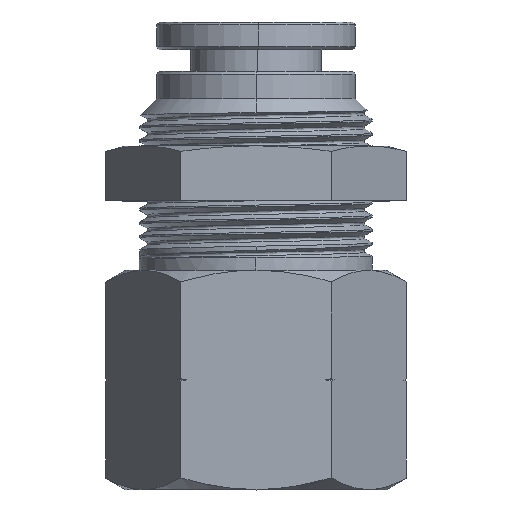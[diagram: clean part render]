
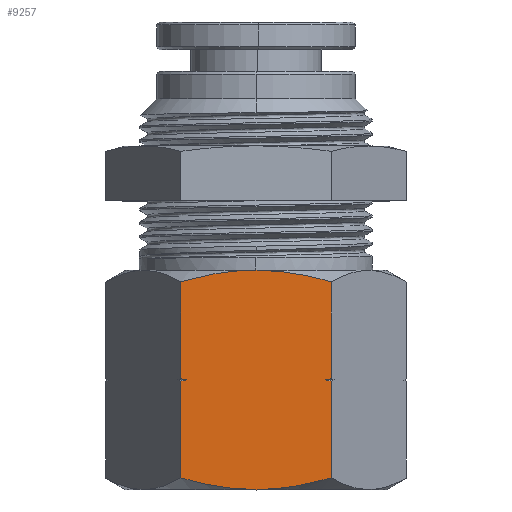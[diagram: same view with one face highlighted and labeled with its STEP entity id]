
A CAD part, top view. The second image highlights one B-rep face of the part: STEP entity #9257.
In plain terms, the highlighted planar face has unit normal (0, 0, 1).
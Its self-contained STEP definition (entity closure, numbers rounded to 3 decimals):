
#289 = DIRECTION ( 'NONE',  ( 0., 0., -1. ) ) ;
#322 = B_SPLINE_CURVE_WITH_KNOTS ( 'NONE', 3,
 ( #1007, #32117, #1116, #19235 ),
 .UNSPECIFIED., .F., .F.,
 ( 4, 4 ),
 ( 0.018, 0.018 ),
 .UNSPECIFIED. ) ;
#405 = ORIENTED_EDGE ( 'NONE', *, *, #21042, .F. ) ;
#985 = CARTESIAN_POINT ( 'NONE',  ( 2.327, -18.944, 9.5 ) ) ;
#1007 = CARTESIAN_POINT ( 'NONE',  ( -5.073, -11.1, 9.5 ) ) ;
#1116 = CARTESIAN_POINT ( 'NONE',  ( -5.348, -11.034, 9.5 ) ) ;
#1199 = CARTESIAN_POINT ( 'NONE',  ( 5.348, -11.034, 9.5 ) ) ;
#1333 = EDGE_CURVE ( 'NONE', #21952, #26648, #5839, .T. ) ;
#1430 = ORIENTED_EDGE ( 'NONE', *, *, #18655, .F. ) ;
#1623 = CARTESIAN_POINT ( 'NONE',  ( 0.464, -3.1, 9.5 ) ) ;
#2063 = CARTESIAN_POINT ( 'NONE',  ( -5.485, -11., 9.5 ) ) ;
#2530 = CARTESIAN_POINT ( 'NONE',  ( 5.485, -3.949, 9.5 ) ) ;
#2714 = ORIENTED_EDGE ( 'NONE', *, *, #7297, .F. ) ;
#3388 = VECTOR ( 'NONE', #10762, 1000. ) ;
#3470 = CARTESIAN_POINT ( 'NONE',  ( -3.679, -3.475, 9.5 ) ) ;
#3558 = CARTESIAN_POINT ( 'NONE',  ( 0.932, -19.08, 9.5 ) ) ;
#3765 = ORIENTED_EDGE ( 'NONE', *, *, #1333, .T. ) ;
#4432 = CARTESIAN_POINT ( 'NONE',  ( 0.932, -3.12, 9.5 ) ) ;
#4448 = LINE ( 'NONE', #19783, #24377 ) ;
#5330 = ORIENTED_EDGE ( 'NONE', *, *, #30728, .T. ) ;
#5656 = CARTESIAN_POINT ( 'NONE',  ( 5.485, -11., 9.5 ) ) ;
#5755 = CARTESIAN_POINT ( 'NONE',  ( -5.485, -18.251, 9.5 ) ) ;
#5839 = LINE ( 'NONE', #13557, #12714 ) ;
#6028 = CARTESIAN_POINT ( 'NONE',  ( 5.485, -18.251, 9.5 ) ) ;
#6138 = CARTESIAN_POINT ( 'NONE',  ( 0., -19.1, 9.5 ) ) ;
#6351 = CARTESIAN_POINT ( 'NONE',  ( 5.211, -11.068, 9.5 ) ) ;
#6356 = VECTOR ( 'NONE', #22897, 1000. ) ;
#6810 = DIRECTION ( 'NONE',  ( 0., -1., 0. ) ) ;
#6930 = VERTEX_POINT ( 'NONE', #13388 ) ;
#7012 = CARTESIAN_POINT ( 'NONE',  ( 2.327, -3.256, 9.5 ) ) ;
#7297 = EDGE_CURVE ( 'NONE', #26066, #16801, #4448, .T. ) ;
#7677 = ORIENTED_EDGE ( 'NONE', *, *, #28821, .F. ) ;
#7734 = CARTESIAN_POINT ( 'NONE',  ( 5.485, -11.2, 9.5 ) ) ;
#8179 = CARTESIAN_POINT ( 'NONE',  ( -5.485, -3.1, 9.5 ) ) ;
#8545 = CARTESIAN_POINT ( 'NONE',  ( 5.485, -18.251, 9.5 ) ) ;
#8630 = CARTESIAN_POINT ( 'NONE',  ( 4.598, -18.508, 9.5 ) ) ;
#8641 = CARTESIAN_POINT ( 'NONE',  ( -5.485, -3.949, 9.5 ) ) ;
#8652 = B_SPLINE_CURVE_WITH_KNOTS ( 'NONE', 3,
 ( #19325, #1199, #6351, #24583 ),
 .UNSPECIFIED., .F., .F.,
 ( 4, 4 ),
 ( 0.007, 0.007 ),
 .UNSPECIFIED. ) ;
#9240 = B_SPLINE_CURVE_WITH_KNOTS ( 'NONE', 3,
 ( #9499, #1623, #4432, #22615, #7012, #25219, #9617, #27823 ),
 .UNSPECIFIED., .F., .F.,
 ( 4, 2, 2, 4 ),
 ( 0.016, 0.017, 0.019, 0.021 ),
 .UNSPECIFIED. ) ;
#9257 = ADVANCED_FACE ( 'NONE', ( #29819 ), #28637, .F. ) ;
#9499 = CARTESIAN_POINT ( 'NONE',  ( 0., -3.1, 9.5 ) ) ;
#9617 = CARTESIAN_POINT ( 'NONE',  ( 4.598, -3.692, 9.5 ) ) ;
#9820 = VERTEX_POINT ( 'NONE', #2063 ) ;
#10762 = DIRECTION ( 'NONE',  ( 0., -1., 0. ) ) ;
#11177 = B_SPLINE_CURVE_WITH_KNOTS ( 'NONE', 3,
 ( #12133, #30262, #14778, #32925 ),
 .UNSPECIFIED., .F., .F.,
 ( 4, 4 ),
 ( 0.007, 0.007 ),
 .UNSPECIFIED. ) ;
#11224 = CARTESIAN_POINT ( 'NONE',  ( -1.849, -3.18, 9.5 ) ) ;
#11402 = ORIENTED_EDGE ( 'NONE', *, *, #23016, .F. ) ;
#11860 = CARTESIAN_POINT ( 'NONE',  ( -1.849, -19.02, 9.5 ) ) ;
#12133 = CARTESIAN_POINT ( 'NONE',  ( -5.485, -11.2, 9.5 ) ) ;
#12141 = ORIENTED_EDGE ( 'NONE', *, *, #17465, .F. ) ;
#12415 = VERTEX_POINT ( 'NONE', #28689 ) ;
#12714 = VECTOR ( 'NONE', #23505, 1000. ) ;
#12833 = B_SPLINE_CURVE_WITH_KNOTS ( 'NONE', 3,
 ( #8641, #31887, #3470, #11224, #29442, #13842 ),
 .UNSPECIFIED., .F., .F.,
 ( 4, 2, 4 ),
 ( 0.01, 0.013, 0.016 ),
 .UNSPECIFIED. ) ;
#13388 = CARTESIAN_POINT ( 'NONE',  ( 0., -19.1, 9.5 ) ) ;
#13557 = CARTESIAN_POINT ( 'NONE',  ( -5.485, -3.1, 9.5 ) ) ;
#13842 = CARTESIAN_POINT ( 'NONE',  ( 0., -3.1, 9.5 ) ) ;
#14485 = CARTESIAN_POINT ( 'NONE',  ( -4.592, -18.509, 9.5 ) ) ;
#14778 = CARTESIAN_POINT ( 'NONE',  ( -5.211, -11.132, 9.5 ) ) ;
#15756 = CARTESIAN_POINT ( 'NONE',  ( -5.485, -3.1, 9.5 ) ) ;
#16359 = LINE ( 'NONE', #8179, #3388 ) ;
#16484 = CARTESIAN_POINT ( 'NONE',  ( 3.699, -18.721, 9.5 ) ) ;
#16558 = EDGE_CURVE ( 'NONE', #12415, #26066, #29563, .T. ) ;
#16801 = VERTEX_POINT ( 'NONE', #8545 ) ;
#16933 = B_SPLINE_CURVE_WITH_KNOTS ( 'NONE', 3,
 ( #27371, #19654, #11860, #30086, #14485, #32641 ),
 .UNSPECIFIED., .F., .F.,
 ( 4, 2, 4 ),
 ( 0.042, 0.044, 0.047 ),
 .UNSPECIFIED. ) ;
#17420 = EDGE_CURVE ( 'NONE', #16801, #6930, #30683, .T. ) ;
#17465 = EDGE_CURVE ( 'NONE', #27839, #12415, #8652, .T. ) ;
#17978 = CARTESIAN_POINT ( 'NONE',  ( 5.485, -11.2, 9.5 ) ) ;
#18417 = DIRECTION ( 'NONE',  ( -1., 0., 0. ) ) ;
#18655 = EDGE_CURVE ( 'NONE', #21952, #28779, #11177, .T. ) ;
#19101 = CARTESIAN_POINT ( 'NONE',  ( 1.865, -19.002, 9.5 ) ) ;
#19235 = CARTESIAN_POINT ( 'NONE',  ( -5.485, -11., 9.5 ) ) ;
#19325 = CARTESIAN_POINT ( 'NONE',  ( 5.485, -11., 9.5 ) ) ;
#19654 = CARTESIAN_POINT ( 'NONE',  ( -0.928, -19.1, 9.5 ) ) ;
#19783 = CARTESIAN_POINT ( 'NONE',  ( 5.485, -3.1, 9.5 ) ) ;
#20024 = EDGE_CURVE ( 'NONE', #6930, #26648, #16933, .T. ) ;
#20336 = CARTESIAN_POINT ( 'NONE',  ( -5.485, -11.2, 9.5 ) ) ;
#20497 = CARTESIAN_POINT ( 'NONE',  ( 5.21, -11.132, 9.5 ) ) ;
#20654 = ORIENTED_EDGE ( 'NONE', *, *, #17420, .F. ) ;
#21042 = EDGE_CURVE ( 'NONE', #30039, #26652, #12833, .T. ) ;
#21750 = CARTESIAN_POINT ( 'NONE',  ( 0.464, -19.1, 9.5 ) ) ;
#21866 = EDGE_CURVE ( 'NONE', #26652, #30949, #9240, .T. ) ;
#21952 = VERTEX_POINT ( 'NONE', #20336 ) ;
#22615 = CARTESIAN_POINT ( 'NONE',  ( 1.865, -3.198, 9.5 ) ) ;
#22744 = AXIS2_PLACEMENT_3D ( 'NONE', #15756, #289, #18417 ) ;
#22897 = DIRECTION ( 'NONE',  ( 0., -1., 0. ) ) ;
#23016 = EDGE_CURVE ( 'NONE', #28779, #9820, #322, .T. ) ;
#23505 = DIRECTION ( 'NONE',  ( 0., -1., 0. ) ) ;
#23557 = ORIENTED_EDGE ( 'NONE', *, *, #21866, .F. ) ;
#23870 = CARTESIAN_POINT ( 'NONE',  ( 0., -3.1, 9.5 ) ) ;
#23949 = CARTESIAN_POINT ( 'NONE',  ( -5.485, -3.949, 9.5 ) ) ;
#24377 = VECTOR ( 'NONE', #6810, 1000. ) ;
#24583 = CARTESIAN_POINT ( 'NONE',  ( 5.073, -11.1, 9.5 ) ) ;
#24932 = EDGE_LOOP ( 'NONE', ( #11402, #1430, #3765, #25433, #20654, #2714, #30155, #12141, #7677, #23557, #405, #5330 ) ) ;
#25219 = CARTESIAN_POINT ( 'NONE',  ( 3.699, -3.479, 9.5 ) ) ;
#25433 = ORIENTED_EDGE ( 'NONE', *, *, #20024, .F. ) ;
#25715 = CARTESIAN_POINT ( 'NONE',  ( 5.073, -11.1, 9.5 ) ) ;
#26066 = VERTEX_POINT ( 'NONE', #7734 ) ;
#26319 = LINE ( 'NONE', #33035, #6356 ) ;
#26648 = VERTEX_POINT ( 'NONE', #5755 ) ;
#26652 = VERTEX_POINT ( 'NONE', #23870 ) ;
#27371 = CARTESIAN_POINT ( 'NONE',  ( 0., -19.1, 9.5 ) ) ;
#27823 = CARTESIAN_POINT ( 'NONE',  ( 5.485, -3.949, 9.5 ) ) ;
#27839 = VERTEX_POINT ( 'NONE', #5656 ) ;
#28637 = PLANE ( 'NONE',  #22744 ) ;
#28689 = CARTESIAN_POINT ( 'NONE',  ( 5.073, -11.1, 9.5 ) ) ;
#28779 = VERTEX_POINT ( 'NONE', #32916 ) ;
#28821 = EDGE_CURVE ( 'NONE', #30949, #27839, #26319, .T. ) ;
#29442 = CARTESIAN_POINT ( 'NONE',  ( -0.928, -3.1, 9.5 ) ) ;
#29563 = B_SPLINE_CURVE_WITH_KNOTS ( 'NONE', 3,
 ( #25715, #20497, #33470, #17978 ),
 .UNSPECIFIED., .F., .F.,
 ( 4, 4 ),
 ( 0.018, 0.018 ),
 .UNSPECIFIED. ) ;
#29819 = FACE_OUTER_BOUND ( 'NONE', #24932, .T. ) ;
#30039 = VERTEX_POINT ( 'NONE', #23949 ) ;
#30086 = CARTESIAN_POINT ( 'NONE',  ( -3.679, -18.725, 9.5 ) ) ;
#30155 = ORIENTED_EDGE ( 'NONE', *, *, #16558, .F. ) ;
#30262 = CARTESIAN_POINT ( 'NONE',  ( -5.348, -11.166, 9.5 ) ) ;
#30683 = B_SPLINE_CURVE_WITH_KNOTS ( 'NONE', 3,
 ( #6028, #8630, #16484, #985, #19101, #3558, #21750, #6138 ),
 .UNSPECIFIED., .F., .F.,
 ( 4, 2, 2, 4 ),
 ( 0.036, 0.039, 0.04, 0.042 ),
 .UNSPECIFIED. ) ;
#30728 = EDGE_CURVE ( 'NONE', #30039, #9820, #16359, .T. ) ;
#30949 = VERTEX_POINT ( 'NONE', #2530 ) ;
#31887 = CARTESIAN_POINT ( 'NONE',  ( -4.592, -3.691, 9.5 ) ) ;
#32117 = CARTESIAN_POINT ( 'NONE',  ( -5.21, -11.068, 9.5 ) ) ;
#32641 = CARTESIAN_POINT ( 'NONE',  ( -5.485, -18.251, 9.5 ) ) ;
#32916 = CARTESIAN_POINT ( 'NONE',  ( -5.073, -11.1, 9.5 ) ) ;
#32925 = CARTESIAN_POINT ( 'NONE',  ( -5.073, -11.1, 9.5 ) ) ;
#33035 = CARTESIAN_POINT ( 'NONE',  ( 5.485, -3.1, 9.5 ) ) ;
#33470 = CARTESIAN_POINT ( 'NONE',  ( 5.348, -11.166, 9.5 ) ) ;
